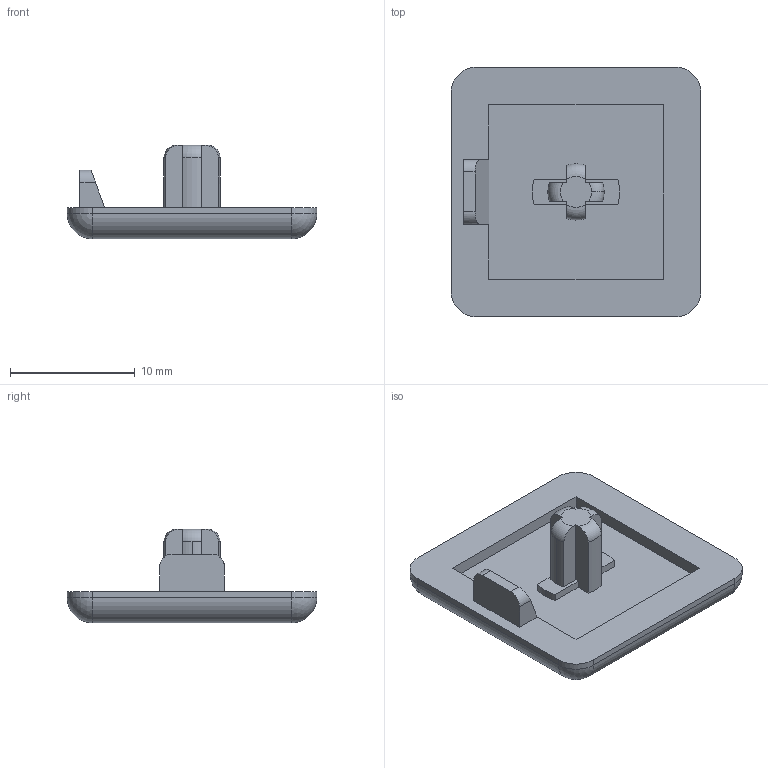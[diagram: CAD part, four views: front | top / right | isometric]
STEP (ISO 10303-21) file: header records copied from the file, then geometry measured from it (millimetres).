
FILE_DESCRIPTION (( 'STEP AP214' ), '1' );
FILE_NAME ('091180.STEP', '2014-08-21T13:22:16', ( '' ), ( '' ), 'SwSTEP 2.0', 'SolidWorks 2014', '' );
FILE_SCHEMA (( 'AUTOMOTIVE_DESIGN' ));
Length unit declared in the file: millimetre
Products named in the file (1): 091180
Bounding box: 20 x 20 x 7.5 mm (x, y, z)
Volume: 822.9 mm3; surface area: 1107.7 mm2
Topology: 1 solids, 1 shells, 58 faces, 152 edges, 94 vertices
Faces by surface type: plane 31, cylinder 18, torus 5, sphere 4
Entity records: 1831 total; most frequent: CARTESIAN_POINT 379, DIRECTION 297, ORIENTED_EDGE 296, EDGE_CURVE 148, AXIS2_PLACEMENT_3D 100, LINE 97, VECTOR 97, VERTEX_POINT 94
